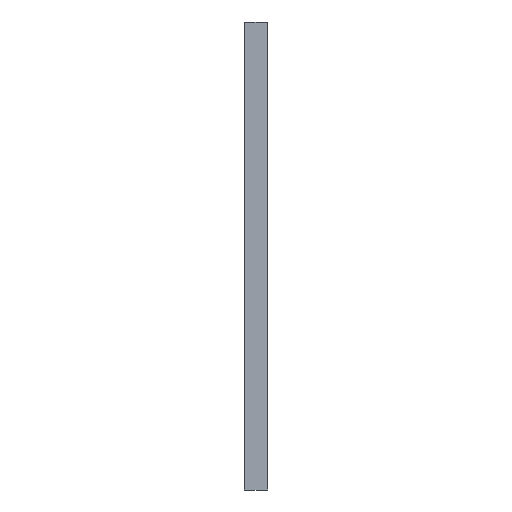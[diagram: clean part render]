
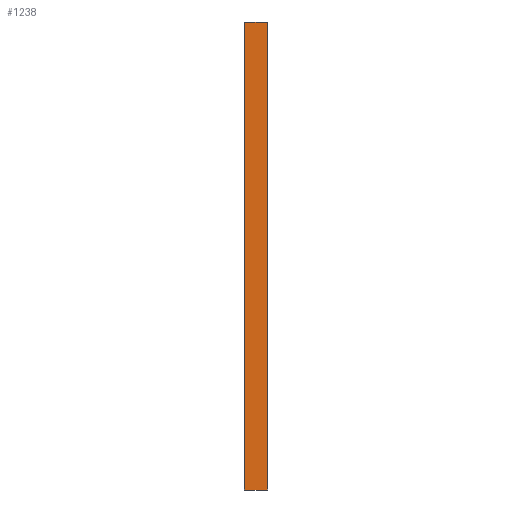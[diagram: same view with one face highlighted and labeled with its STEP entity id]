
A CAD part, front view. The second image highlights one B-rep face of the part: STEP entity #1238.
In plain terms, the highlighted planar face has unit normal (0, -1, 0).
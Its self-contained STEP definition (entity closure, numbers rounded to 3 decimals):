
#97 = EDGE_LOOP ( 'NONE', ( #209, #152, #2674, #2412 ) ) ;
#98 = VECTOR ( 'NONE', #2526, 1000. ) ;
#103 = DIRECTION ( 'NONE',  ( 0., 0., -1. ) ) ;
#140 = VECTOR ( 'NONE', #1979, 1000. ) ;
#144 = CARTESIAN_POINT ( 'NONE',  ( -9.85, -50.5, 12.5 ) ) ;
#152 = ORIENTED_EDGE ( 'NONE', *, *, #2340, .T. ) ;
#209 = ORIENTED_EDGE ( 'NONE', *, *, #249, .T. ) ;
#225 = CARTESIAN_POINT ( 'NONE',  ( 8.95, -50.5, -0.007 ) ) ;
#249 = EDGE_CURVE ( 'NONE', #1095, #2482, #2662, .T. ) ;
#305 = LINE ( 'NONE', #2272, #437 ) ;
#409 = CARTESIAN_POINT ( 'NONE',  ( -85.25, -50.5, 12.5 ) ) ;
#437 = VECTOR ( 'NONE', #2508, 1000. ) ;
#456 = DIRECTION ( 'NONE',  ( 0., 0., -1. ) ) ;
#569 = PLANE ( 'NONE',  #1175 ) ;
#640 = VERTEX_POINT ( 'NONE', #1700 ) ;
#653 = EDGE_CURVE ( 'NONE', #640, #1337, #1822, .T. ) ;
#1095 = VERTEX_POINT ( 'NONE', #1263 ) ;
#1152 = CARTESIAN_POINT ( 'NONE',  ( -85.25, -50.5, -2000.007 ) ) ;
#1175 = AXIS2_PLACEMENT_3D ( 'NONE', #144, #2312, #456 ) ;
#1238 = ADVANCED_FACE ( 'NONE', ( #2056 ), #569, .T. ) ;
#1263 = CARTESIAN_POINT ( 'NONE',  ( -85.25, -50.5, -0.007 ) ) ;
#1323 = LINE ( 'NONE', #1560, #98 ) ;
#1337 = VERTEX_POINT ( 'NONE', #225 ) ;
#1560 = CARTESIAN_POINT ( 'NONE',  ( -85.25, -50.5, -2000.007 ) ) ;
#1700 = CARTESIAN_POINT ( 'NONE',  ( 8.95, -50.5, -2000.007 ) ) ;
#1822 = LINE ( 'NONE', #2323, #140 ) ;
#1978 = EDGE_CURVE ( 'NONE', #1337, #1095, #305, .T. ) ;
#1979 = DIRECTION ( 'NONE',  ( 0., 0., 1. ) ) ;
#2056 = FACE_OUTER_BOUND ( 'NONE', #97, .T. ) ;
#2106 = VECTOR ( 'NONE', #103, 1000. ) ;
#2272 = CARTESIAN_POINT ( 'NONE',  ( -9.85, -50.5, -0.007 ) ) ;
#2312 = DIRECTION ( 'NONE',  ( 0., -1., 0. ) ) ;
#2323 = CARTESIAN_POINT ( 'NONE',  ( 8.95, -50.5, 12.5 ) ) ;
#2340 = EDGE_CURVE ( 'NONE', #2482, #640, #1323, .T. ) ;
#2412 = ORIENTED_EDGE ( 'NONE', *, *, #1978, .T. ) ;
#2482 = VERTEX_POINT ( 'NONE', #1152 ) ;
#2508 = DIRECTION ( 'NONE',  ( -1., 0., 0. ) ) ;
#2526 = DIRECTION ( 'NONE',  ( 1., 0., 0. ) ) ;
#2662 = LINE ( 'NONE', #409, #2106 ) ;
#2674 = ORIENTED_EDGE ( 'NONE', *, *, #653, .T. ) ;
